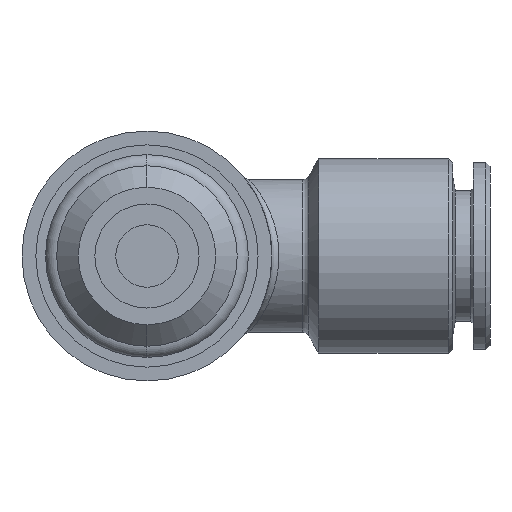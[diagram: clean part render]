
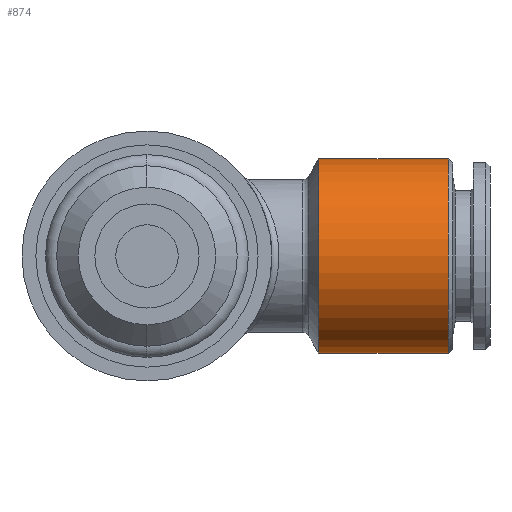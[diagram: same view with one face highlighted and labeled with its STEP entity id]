
A CAD part, front view. The second image highlights one B-rep face of the part: STEP entity #874.
In plain terms, the highlighted cylindrical face has radius 7 mm (diameter 14 mm), a partial arc.
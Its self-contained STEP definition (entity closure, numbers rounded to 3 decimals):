
#252 = EDGE_CURVE ( 'NONE', #710, #647, #1361, .T. ) ;
#573 = VERTEX_POINT ( 'NONE', #2068 ) ;
#576 = VERTEX_POINT ( 'NONE', #2147 ) ;
#589 = EDGE_CURVE ( 'NONE', #576, #710, #2304, .T. ) ;
#647 = VERTEX_POINT ( 'NONE', #2830 ) ;
#708 = EDGE_CURVE ( 'NONE', #573, #647, #3062, .T. ) ;
#710 = VERTEX_POINT ( 'NONE', #2933 ) ;
#874 = ADVANCED_FACE ( 'NONE', ( #3189 ), #3218, .T. ) ;
#875 = ORIENTED_EDGE ( 'NONE', *, *, #708, .F. ) ;
#911 = EDGE_LOOP ( 'NONE', ( #875, #972, #918, #922 ) ) ;
#918 = ORIENTED_EDGE ( 'NONE', *, *, #589, .T. ) ;
#922 = ORIENTED_EDGE ( 'NONE', *, *, #252, .T. ) ;
#972 = ORIENTED_EDGE ( 'NONE', *, *, #973, .T. ) ;
#973 = EDGE_CURVE ( 'NONE', #573, #576, #3932, .T. ) ;
#1357 = DIRECTION ( 'NONE',  ( 0., 0., -1. ) ) ;
#1358 = DIRECTION ( 'NONE',  ( 1., 0., 0. ) ) ;
#1359 = CARTESIAN_POINT ( 'NONE',  ( 12.366, 17.7, 0. ) ) ;
#1360 = AXIS2_PLACEMENT_3D ( 'NONE', #1359, #1358, #1357 ) ;
#1361 = CIRCLE ( 'NONE', #1360, 7. ) ;
#2068 = CARTESIAN_POINT ( 'NONE',  ( 21.7, 17.7, -7. ) ) ;
#2147 = CARTESIAN_POINT ( 'NONE',  ( 21.7, 17.7, 7. ) ) ;
#2302 = VECTOR ( 'NONE', #2359, 1000. ) ;
#2303 = CARTESIAN_POINT ( 'NONE',  ( 0., 17.7, 7. ) ) ;
#2304 = LINE ( 'NONE', #2303, #2302 ) ;
#2359 = DIRECTION ( 'NONE',  ( -1., 0., 0. ) ) ;
#2830 = CARTESIAN_POINT ( 'NONE',  ( 12.366, 17.7, -7. ) ) ;
#2933 = CARTESIAN_POINT ( 'NONE',  ( 12.366, 17.7, 7. ) ) ;
#2939 = DIRECTION ( 'NONE',  ( -1., 0., 0. ) ) ;
#2940 = VECTOR ( 'NONE', #2939, 1000. ) ;
#2941 = CARTESIAN_POINT ( 'NONE',  ( 0., 17.7, -7. ) ) ;
#3062 = LINE ( 'NONE', #2941, #2940 ) ;
#3189 = FACE_OUTER_BOUND ( 'NONE', #911, .T. ) ;
#3213 = DIRECTION ( 'NONE',  ( 0., 0., 1. ) ) ;
#3214 = DIRECTION ( 'NONE',  ( -1., 0., 0. ) ) ;
#3215 = CARTESIAN_POINT ( 'NONE',  ( 0., 17.7, 0. ) ) ;
#3216 = AXIS2_PLACEMENT_3D ( 'NONE', #3215, #3214, #3213 ) ;
#3218 = CYLINDRICAL_SURFACE ( 'NONE', #3216, 7. ) ;
#3917 = CARTESIAN_POINT ( 'NONE',  ( 21.7, 17.7, 0. ) ) ;
#3929 = DIRECTION ( 'NONE',  ( 0., 0., 1. ) ) ;
#3930 = DIRECTION ( 'NONE',  ( -1., 0., 0. ) ) ;
#3931 = AXIS2_PLACEMENT_3D ( 'NONE', #3917, #3930, #3929 ) ;
#3932 = CIRCLE ( 'NONE', #3931, 7. ) ;
